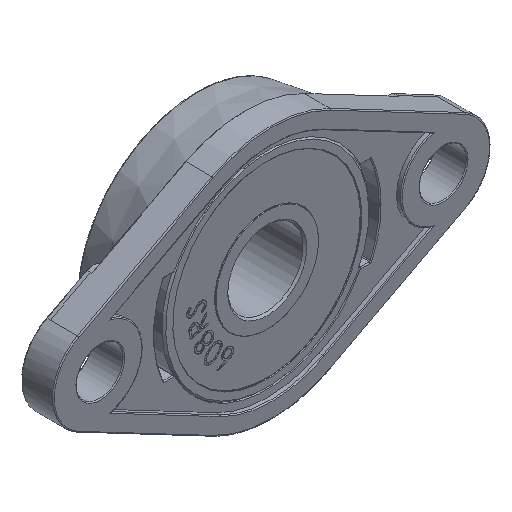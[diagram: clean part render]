
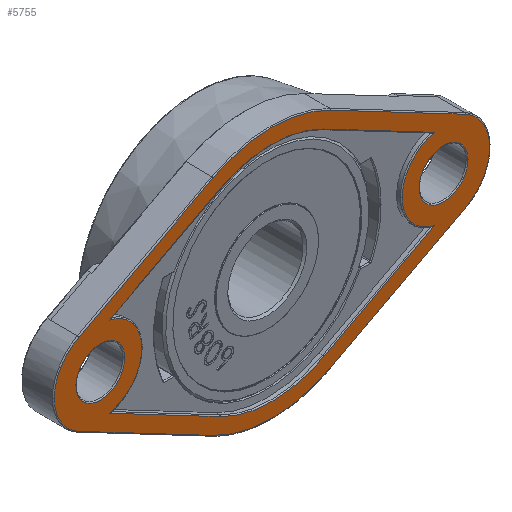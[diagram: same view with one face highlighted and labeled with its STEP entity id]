
A CAD part, isometric view. The second image highlights one B-rep face of the part: STEP entity #5755.
In plain terms, the highlighted planar face has unit normal (0, -1, 0).
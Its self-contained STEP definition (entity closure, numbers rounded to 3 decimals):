
#290=LINE('',#7981,#659);
#291=LINE('',#7987,#660);
#292=LINE('',#7991,#661);
#293=LINE('',#7995,#662);
#294=LINE('',#8009,#663);
#295=LINE('',#8013,#664);
#296=LINE('',#8017,#665);
#297=LINE('',#8022,#666);
#659=VECTOR('',#6706,16.15);
#660=VECTOR('',#6711,16.15);
#661=VECTOR('',#6714,16.15);
#662=VECTOR('',#6717,16.15);
#663=VECTOR('',#6730,13.297);
#664=VECTOR('',#6733,13.297);
#665=VECTOR('',#6736,13.297);
#666=VECTOR('',#6741,13.297);
#979=PLANE('',#6151);
#1075=FACE_BOUND('',#1804,.T.);
#1076=FACE_BOUND('',#1805,.T.);
#1077=FACE_BOUND('',#1806,.T.);
#1455=FACE_OUTER_BOUND('',#1803,.T.);
#1803=EDGE_LOOP('',(#3940,#3941,#3942,#3943,#3944,#3945,#3946,#3947,#3948));
#1804=EDGE_LOOP('',(#3949,#3950));
#1805=EDGE_LOOP('',(#3951,#3952));
#1806=EDGE_LOOP('',(#3953,#3954,#3955,#3956,#3957,#3958,#3959,#3960,#3961));
#2200=CIRCLE('',#6152,4.9);
#2201=CIRCLE('',#6153,4.9);
#2202=CIRCLE('',#6154,13.4);
#2203=CIRCLE('',#6155,4.9);
#2204=CIRCLE('',#6156,13.4);
#2205=CIRCLE('',#6157,2.6);
#2206=CIRCLE('',#6158,2.6);
#2207=CIRCLE('',#6159,2.6);
#2208=CIRCLE('',#6160,2.6);
#2209=CIRCLE('',#6161,11.85);
#2210=CIRCLE('',#6162,4.4);
#2211=CIRCLE('',#6163,11.85);
#2212=CIRCLE('',#6164,4.4);
#2213=CIRCLE('',#6165,4.4);
#2422=VERTEX_POINT('',#7979);
#2423=VERTEX_POINT('',#7980);
#2424=VERTEX_POINT('',#7982);
#2425=VERTEX_POINT('',#7984);
#2426=VERTEX_POINT('',#7986);
#2427=VERTEX_POINT('',#7988);
#2428=VERTEX_POINT('',#7990);
#2429=VERTEX_POINT('',#7992);
#2430=VERTEX_POINT('',#7994);
#2431=VERTEX_POINT('',#7997);
#2432=VERTEX_POINT('',#7998);
#2433=VERTEX_POINT('',#8001);
#2434=VERTEX_POINT('',#8002);
#2435=VERTEX_POINT('',#8005);
#2436=VERTEX_POINT('',#8006);
#2437=VERTEX_POINT('',#8008);
#2438=VERTEX_POINT('',#8010);
#2439=VERTEX_POINT('',#8012);
#2440=VERTEX_POINT('',#8014);
#2441=VERTEX_POINT('',#8016);
#2442=VERTEX_POINT('',#8018);
#2443=VERTEX_POINT('',#8020);
#3009=EDGE_CURVE('',#2422,#2423,#290,.T.);
#3010=EDGE_CURVE('',#2424,#2422,#2200,.T.);
#3011=EDGE_CURVE('',#2425,#2424,#2201,.T.);
#3012=EDGE_CURVE('',#2426,#2425,#291,.T.);
#3013=EDGE_CURVE('',#2427,#2426,#2202,.T.);
#3014=EDGE_CURVE('',#2428,#2427,#292,.T.);
#3015=EDGE_CURVE('',#2429,#2428,#2203,.T.);
#3016=EDGE_CURVE('',#2430,#2429,#293,.T.);
#3017=EDGE_CURVE('',#2423,#2430,#2204,.T.);
#3018=EDGE_CURVE('',#2431,#2432,#2205,.T.);
#3019=EDGE_CURVE('',#2432,#2431,#2206,.T.);
#3020=EDGE_CURVE('',#2433,#2434,#2207,.T.);
#3021=EDGE_CURVE('',#2434,#2433,#2208,.T.);
#3022=EDGE_CURVE('',#2435,#2436,#2209,.T.);
#3023=EDGE_CURVE('',#2437,#2435,#294,.T.);
#3024=EDGE_CURVE('',#2438,#2437,#2210,.T.);
#3025=EDGE_CURVE('',#2439,#2438,#295,.T.);
#3026=EDGE_CURVE('',#2440,#2439,#2211,.T.);
#3027=EDGE_CURVE('',#2441,#2440,#296,.T.);
#3028=EDGE_CURVE('',#2442,#2441,#2212,.T.);
#3029=EDGE_CURVE('',#2443,#2442,#2213,.T.);
#3030=EDGE_CURVE('',#2436,#2443,#297,.T.);
#3940=ORIENTED_EDGE('',*,*,#3009,.F.);
#3941=ORIENTED_EDGE('',*,*,#3010,.F.);
#3942=ORIENTED_EDGE('',*,*,#3011,.F.);
#3943=ORIENTED_EDGE('',*,*,#3012,.F.);
#3944=ORIENTED_EDGE('',*,*,#3013,.F.);
#3945=ORIENTED_EDGE('',*,*,#3014,.F.);
#3946=ORIENTED_EDGE('',*,*,#3015,.F.);
#3947=ORIENTED_EDGE('',*,*,#3016,.F.);
#3948=ORIENTED_EDGE('',*,*,#3017,.F.);
#3949=ORIENTED_EDGE('',*,*,#3018,.F.);
#3950=ORIENTED_EDGE('',*,*,#3019,.F.);
#3951=ORIENTED_EDGE('',*,*,#3020,.F.);
#3952=ORIENTED_EDGE('',*,*,#3021,.F.);
#3953=ORIENTED_EDGE('',*,*,#3022,.F.);
#3954=ORIENTED_EDGE('',*,*,#3023,.F.);
#3955=ORIENTED_EDGE('',*,*,#3024,.F.);
#3956=ORIENTED_EDGE('',*,*,#3025,.F.);
#3957=ORIENTED_EDGE('',*,*,#3026,.F.);
#3958=ORIENTED_EDGE('',*,*,#3027,.F.);
#3959=ORIENTED_EDGE('',*,*,#3028,.F.);
#3960=ORIENTED_EDGE('',*,*,#3029,.F.);
#3961=ORIENTED_EDGE('',*,*,#3030,.F.);
#5755=ADVANCED_FACE('',(#1455,#1075,#1076,#1077),#979,.F.);
#6151=AXIS2_PLACEMENT_3D('',#7978,#6704,#6705);
#6152=AXIS2_PLACEMENT_3D('',#7983,#6707,#6708);
#6153=AXIS2_PLACEMENT_3D('',#7985,#6709,#6710);
#6154=AXIS2_PLACEMENT_3D('',#7989,#6712,#6713);
#6155=AXIS2_PLACEMENT_3D('',#7993,#6715,#6716);
#6156=AXIS2_PLACEMENT_3D('',#7996,#6718,#6719);
#6157=AXIS2_PLACEMENT_3D('',#7999,#6720,#6721);
#6158=AXIS2_PLACEMENT_3D('',#8000,#6722,#6723);
#6159=AXIS2_PLACEMENT_3D('',#8003,#6724,#6725);
#6160=AXIS2_PLACEMENT_3D('',#8004,#6726,#6727);
#6161=AXIS2_PLACEMENT_3D('',#8007,#6728,#6729);
#6162=AXIS2_PLACEMENT_3D('',#8011,#6731,#6732);
#6163=AXIS2_PLACEMENT_3D('',#8015,#6734,#6735);
#6164=AXIS2_PLACEMENT_3D('',#8019,#6737,#6738);
#6165=AXIS2_PLACEMENT_3D('',#8021,#6739,#6740);
#6704=DIRECTION('center_axis',(0.,1.,0.));
#6705=DIRECTION('ref_axis',(-1.,0.,0.));
#6706=DIRECTION('',(0.885,0.,0.466));
#6707=DIRECTION('center_axis',(0.,1.,0.));
#6708=DIRECTION('ref_axis',(-0.466,0.,-0.885));
#6709=DIRECTION('center_axis',(0.,1.,0.));
#6710=DIRECTION('ref_axis',(-0.466,0.,-0.885));
#6711=DIRECTION('',(-0.885,0.,0.466));
#6712=DIRECTION('center_axis',(0.,1.,0.));
#6713=DIRECTION('ref_axis',(0.466,0.,-0.885));
#6714=DIRECTION('',(-0.885,0.,-0.466));
#6715=DIRECTION('center_axis',(0.,1.,0.));
#6716=DIRECTION('ref_axis',(0.466,0.,0.885));
#6717=DIRECTION('',(0.885,0.,-0.466));
#6718=DIRECTION('center_axis',(0.,1.,0.));
#6719=DIRECTION('ref_axis',(-0.466,0.,0.885));
#6720=DIRECTION('center_axis',(0.,-1.,0.));
#6721=DIRECTION('ref_axis',(-1.,0.,0.));
#6722=DIRECTION('center_axis',(0.,-1.,0.));
#6723=DIRECTION('ref_axis',(-1.,0.,0.));
#6724=DIRECTION('center_axis',(0.,-1.,0.));
#6725=DIRECTION('ref_axis',(-1.,0.,0.));
#6726=DIRECTION('center_axis',(0.,-1.,0.));
#6727=DIRECTION('ref_axis',(-1.,0.,0.));
#6728=DIRECTION('center_axis',(0.,-1.,0.));
#6729=DIRECTION('ref_axis',(-0.466,0.,-0.885));
#6730=DIRECTION('',(0.885,0.,-0.466));
#6731=DIRECTION('center_axis',(0.,1.,0.));
#6732=DIRECTION('ref_axis',(0.219,0.,0.976));
#6733=DIRECTION('',(-0.885,0.,-0.466));
#6734=DIRECTION('center_axis',(0.,-1.,0.));
#6735=DIRECTION('ref_axis',(0.466,0.,0.885));
#6736=DIRECTION('',(-0.885,0.,0.466));
#6737=DIRECTION('center_axis',(0.,1.,0.));
#6738=DIRECTION('ref_axis',(-0.219,0.,-0.976));
#6739=DIRECTION('center_axis',(0.,1.,0.));
#6740=DIRECTION('ref_axis',(-0.219,0.,-0.976));
#6741=DIRECTION('',(0.885,0.,0.466));
#7978=CARTESIAN_POINT('Origin',(0.,0.,-13.561));
#7979=CARTESIAN_POINT('',(-20.532,0.,4.336));
#7980=CARTESIAN_POINT('',(-6.241,0.,11.858));
#7981=CARTESIAN_POINT('',(-20.532,0.,4.336));
#7982=CARTESIAN_POINT('',(-23.15,0.,0.));
#7983=CARTESIAN_POINT('Origin',(-18.25,0.,0.));
#7984=CARTESIAN_POINT('',(-20.532,0.,-4.336));
#7985=CARTESIAN_POINT('Origin',(-18.25,0.,0.));
#7986=CARTESIAN_POINT('',(-6.241,0.,-11.858));
#7987=CARTESIAN_POINT('',(-6.241,0.,-11.858));
#7988=CARTESIAN_POINT('',(6.241,0.,-11.858));
#7989=CARTESIAN_POINT('Origin',(0.,0.,0.));
#7990=CARTESIAN_POINT('',(20.532,0.,-4.336));
#7991=CARTESIAN_POINT('',(20.532,0.,-4.336));
#7992=CARTESIAN_POINT('',(20.532,0.,4.336));
#7993=CARTESIAN_POINT('Origin',(18.25,0.,0.));
#7994=CARTESIAN_POINT('',(6.241,0.,11.858));
#7995=CARTESIAN_POINT('',(6.241,0.,11.858));
#7996=CARTESIAN_POINT('Origin',(0.,0.,0.));
#7997=CARTESIAN_POINT('',(-15.65,0.,0.));
#7998=CARTESIAN_POINT('',(-20.85,0.,0.));
#7999=CARTESIAN_POINT('Origin',(-18.25,0.,0.));
#8000=CARTESIAN_POINT('Origin',(-18.25,0.,0.));
#8001=CARTESIAN_POINT('',(20.85,0.,0.));
#8002=CARTESIAN_POINT('',(15.65,0.,0.));
#8003=CARTESIAN_POINT('Origin',(18.25,0.,0.));
#8004=CARTESIAN_POINT('Origin',(18.25,0.,0.));
#8005=CARTESIAN_POINT('',(-5.519,0.,-10.486));
#8006=CARTESIAN_POINT('',(5.519,0.,-10.486));
#8007=CARTESIAN_POINT('Origin',(0.,0.,0.));
#8008=CARTESIAN_POINT('',(-17.286,0.,-4.293));
#8009=CARTESIAN_POINT('',(-17.286,0.,-4.293));
#8010=CARTESIAN_POINT('',(-17.286,0.,4.293));
#8011=CARTESIAN_POINT('Origin',(-18.25,0.,0.));
#8012=CARTESIAN_POINT('',(-5.519,0.,10.486));
#8013=CARTESIAN_POINT('',(-5.519,0.,10.486));
#8014=CARTESIAN_POINT('',(5.519,0.,10.486));
#8015=CARTESIAN_POINT('Origin',(0.,0.,0.));
#8016=CARTESIAN_POINT('',(17.286,0.,4.293));
#8017=CARTESIAN_POINT('',(17.286,0.,4.293));
#8018=CARTESIAN_POINT('',(13.85,0.,0.));
#8019=CARTESIAN_POINT('Origin',(18.25,0.,0.));
#8020=CARTESIAN_POINT('',(17.286,0.,-4.293));
#8021=CARTESIAN_POINT('Origin',(18.25,0.,0.));
#8022=CARTESIAN_POINT('',(5.519,0.,-10.486));
